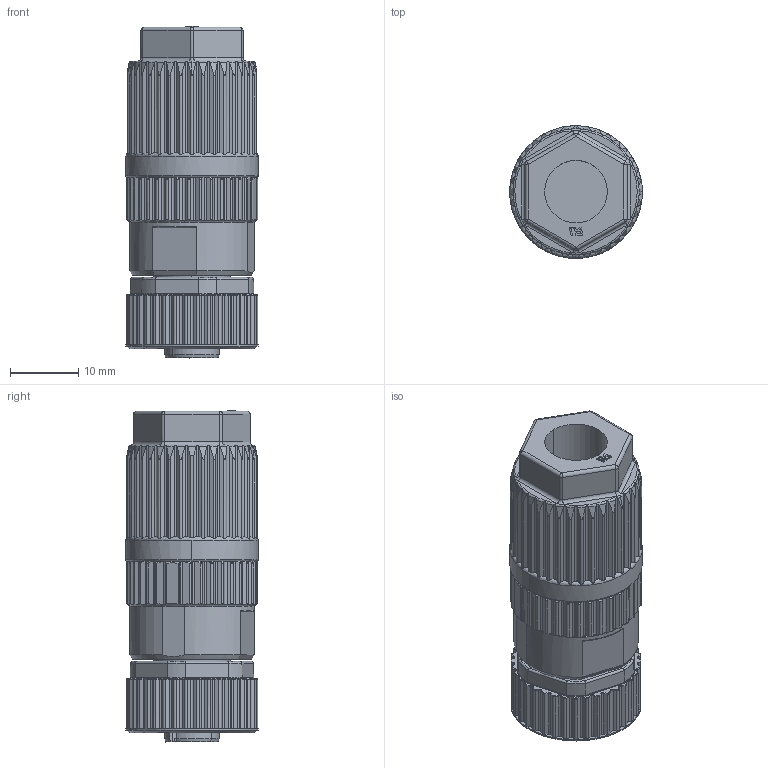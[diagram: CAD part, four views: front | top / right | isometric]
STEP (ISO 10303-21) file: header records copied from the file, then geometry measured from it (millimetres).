
FILE_DESCRIPTION(('CATIA V5 STEP Exchange','CAx-IF Rec.Pracs.--- Model Styling and Organization---1.4--- 2014-01-23'),'2;1');
FILE_NAME ('028502-1_0', '2021-01-11T13:27:41+00:00', ('none'), ('Weidmueller'), 'CATIA Version 5-6 Release 2016 SP3 HF44', 'CATIA V5 STEP AP214', 'none');
FILE_SCHEMA(('AUTOMOTIVE_DESIGN { 1 0 10303 214 1 1 1 1 }'));
Products named in the file (1): 1962410000
Bounding box: 19.5 x 19.5 x 48.8 mm (x, y, z)
Volume: 11590.2 mm3; surface area: 5016.7 mm2
Topology: 2 solids, 2 shells, 1037 faces, 3240 edges, 2209 vertices
Faces by surface type: plane 404, cylinder 366, bspline 202, cone 65
Entity records: 40404 total; most frequent: CARTESIAN_POINT 16216, ORIENTED_EDGE 6460, EDGE_CURVE 3230, DIRECTION 3152, VERTEX_POINT 2209, B_SPLINE_CURVE_WITH_KNOTS 1263, AXIS2_PLACEMENT_3D 1239, VECTOR 1082
